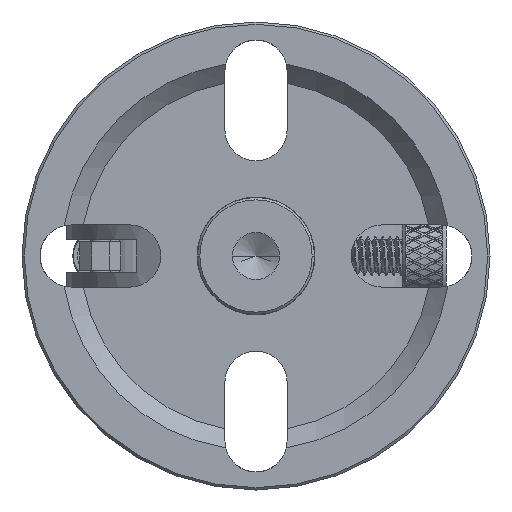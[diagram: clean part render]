
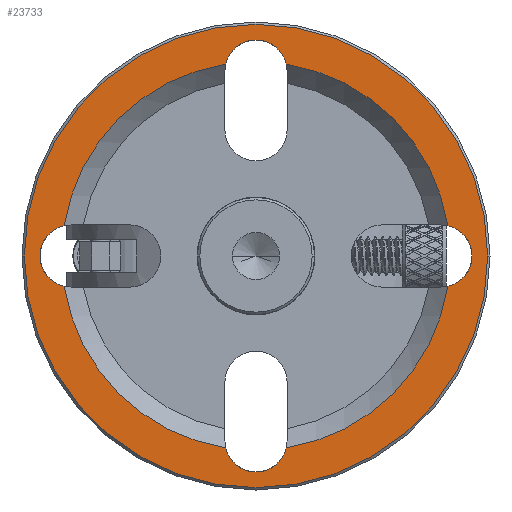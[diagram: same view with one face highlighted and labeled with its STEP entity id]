
A CAD part, front view. The second image highlights one B-rep face of the part: STEP entity #23733.
In plain terms, the highlighted planar face has unit normal (0, -1, 0).
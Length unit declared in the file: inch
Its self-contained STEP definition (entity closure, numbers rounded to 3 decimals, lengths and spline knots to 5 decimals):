
#74 = ORIENTED_EDGE ( 'NONE', *, *, #45781, .T. ) ;
#190 = CARTESIAN_POINT ( 'NONE',  ( 0., -3.3625, 0. ) ) ;
#1307 = DIRECTION ( 'NONE',  ( 0., 1., 0. ) ) ;
#2061 = EDGE_LOOP ( 'NONE', ( #34208, #48419 ) ) ;
#2658 = CARTESIAN_POINT ( 'NONE',  ( -0.12961, -3.3625, -0.81982 ) ) ;
#2777 = CARTESIAN_POINT ( 'NONE',  ( 0., -3.3625, 0. ) ) ;
#3422 = ORIENTED_EDGE ( 'NONE', *, *, #32107, .F. ) ;
#6014 = VERTEX_POINT ( 'NONE', #48232 ) ;
#6617 = FACE_BOUND ( 'NONE', #50674, .T. ) ;
#6638 = DIRECTION ( 'NONE',  ( -1., 0., 0. ) ) ;
#7561 = CIRCLE ( 'NONE', #57671, 0.133 ) ;
#7890 = CIRCLE ( 'NONE', #30445, 0.133 ) ;
#8165 = CARTESIAN_POINT ( 'NONE',  ( -0.79, -3.3625, 0. ) ) ;
#9021 = VERTEX_POINT ( 'NONE', #16381 ) ;
#9724 = DIRECTION ( 'NONE',  ( 0., -1., 0. ) ) ;
#11323 = VERTEX_POINT ( 'NONE', #51856 ) ;
#11769 = ORIENTED_EDGE ( 'NONE', *, *, #32972, .F. ) ;
#13144 = CIRCLE ( 'NONE', #20705, 0.83 ) ;
#13741 = DIRECTION ( 'NONE',  ( 1., 0., 0. ) ) ;
#14870 = DIRECTION ( 'NONE',  ( -1., 0., 0. ) ) ;
#16381 = CARTESIAN_POINT ( 'NONE',  ( 0.81982, -3.3625, 0.12961 ) ) ;
#17062 = CIRCLE ( 'NONE', #21781, 0.99 ) ;
#18194 = DIRECTION ( 'NONE',  ( 0., -1., 0. ) ) ;
#18199 = DIRECTION ( 'NONE',  ( -1., 0., 0. ) ) ;
#19104 = CARTESIAN_POINT ( 'NONE',  ( 0.79, -3.3625, 0. ) ) ;
#19279 = CIRCLE ( 'NONE', #21185, 0.83 ) ;
#19348 = VERTEX_POINT ( 'NONE', #58183 ) ;
#19372 = CIRCLE ( 'NONE', #57151, 0.83 ) ;
#20705 = AXIS2_PLACEMENT_3D ( 'NONE', #49463, #41485, #27566 ) ;
#21185 = AXIS2_PLACEMENT_3D ( 'NONE', #34637, #53821, #54103 ) ;
#21781 = AXIS2_PLACEMENT_3D ( 'NONE', #2777, #56048, #6638 ) ;
#22619 = CARTESIAN_POINT ( 'NONE',  ( -0.99, -3.3625, 0. ) ) ;
#22919 = AXIS2_PLACEMENT_3D ( 'NONE', #46861, #37725, #14870 ) ;
#23374 = EDGE_CURVE ( 'NONE', #9021, #19348, #7890, .T. ) ;
#23733 = ADVANCED_FACE ( 'NONE', ( #24102, #6617 ), #32990, .T. ) ;
#23741 = VERTEX_POINT ( 'NONE', #42128 ) ;
#24102 = FACE_OUTER_BOUND ( 'NONE', #2061, .T. ) ;
#24332 = ORIENTED_EDGE ( 'NONE', *, *, #30532, .T. ) ;
#24933 = VERTEX_POINT ( 'NONE', #22619 ) ;
#26494 = DIRECTION ( 'NONE',  ( 0., 1., 0. ) ) ;
#27224 = AXIS2_PLACEMENT_3D ( 'NONE', #55288, #9724, #45825 ) ;
#27490 = ORIENTED_EDGE ( 'NONE', *, *, #54189, .F. ) ;
#27566 = DIRECTION ( 'NONE',  ( -1., 0., 0. ) ) ;
#27888 = AXIS2_PLACEMENT_3D ( 'NONE', #41620, #46322, #18199 ) ;
#27992 = CARTESIAN_POINT ( 'NONE',  ( 0.12961, -3.3625, -0.81982 ) ) ;
#28045 = CARTESIAN_POINT ( 'NONE',  ( 0.12961, -3.3625, 0.81982 ) ) ;
#28821 = AXIS2_PLACEMENT_3D ( 'NONE', #57459, #39128, #43835 ) ;
#29096 = DIRECTION ( 'NONE',  ( 1., 0., 0. ) ) ;
#30445 = AXIS2_PLACEMENT_3D ( 'NONE', #19104, #33932, #56095 ) ;
#30532 = EDGE_CURVE ( 'NONE', #19348, #41726, #53342, .T. ) ;
#32107 = EDGE_CURVE ( 'NONE', #9021, #57947, #19279, .T. ) ;
#32972 = EDGE_CURVE ( 'NONE', #33086, #41726, #19372, .T. ) ;
#32990 = PLANE ( 'NONE',  #22919 ) ;
#33066 = ORIENTED_EDGE ( 'NONE', *, *, #55385, .F. ) ;
#33086 = VERTEX_POINT ( 'NONE', #27992 ) ;
#33932 = DIRECTION ( 'NONE',  ( 0., 1., 0. ) ) ;
#34208 = ORIENTED_EDGE ( 'NONE', *, *, #45377, .T. ) ;
#34637 = CARTESIAN_POINT ( 'NONE',  ( 0., -3.3625, 0. ) ) ;
#34816 = EDGE_CURVE ( 'NONE', #6014, #57947, #7561, .T. ) ;
#36308 = DIRECTION ( 'NONE',  ( -1., 0., 0. ) ) ;
#37657 = CIRCLE ( 'NONE', #45175, 0.133 ) ;
#37725 = DIRECTION ( 'NONE',  ( 0., -1., 0. ) ) ;
#38418 = CARTESIAN_POINT ( 'NONE',  ( 0., -3.3625, 0.79 ) ) ;
#38611 = ORIENTED_EDGE ( 'NONE', *, *, #23374, .T. ) ;
#38862 = AXIS2_PLACEMENT_3D ( 'NONE', #8165, #26494, #13741 ) ;
#39098 = VERTEX_POINT ( 'NONE', #2658 ) ;
#39128 = DIRECTION ( 'NONE',  ( 0., 1., 0. ) ) ;
#39531 = CIRCLE ( 'NONE', #27224, 0.99 ) ;
#39671 = ORIENTED_EDGE ( 'NONE', *, *, #58249, .T. ) ;
#41485 = DIRECTION ( 'NONE',  ( 0., -1., 0. ) ) ;
#41620 = CARTESIAN_POINT ( 'NONE',  ( 0., -3.3625, 0. ) ) ;
#41726 = VERTEX_POINT ( 'NONE', #53347 ) ;
#41847 = CARTESIAN_POINT ( 'NONE',  ( 0., -3.3625, -0.79 ) ) ;
#42128 = CARTESIAN_POINT ( 'NONE',  ( -0.81982, -3.3625, 0.12961 ) ) ;
#42820 = DIRECTION ( 'NONE',  ( 0., 1., 0. ) ) ;
#42921 = VERTEX_POINT ( 'NONE', #52770 ) ;
#43835 = DIRECTION ( 'NONE',  ( 1., 0., 0. ) ) ;
#45175 = AXIS2_PLACEMENT_3D ( 'NONE', #41847, #1307, #29096 ) ;
#45377 = EDGE_CURVE ( 'NONE', #11323, #24933, #39531, .T. ) ;
#45781 = EDGE_CURVE ( 'NONE', #33086, #39098, #37657, .T. ) ;
#45825 = DIRECTION ( 'NONE',  ( -1., 0., 0. ) ) ;
#46322 = DIRECTION ( 'NONE',  ( 0., -1., 0. ) ) ;
#46861 = CARTESIAN_POINT ( 'NONE',  ( 0., -3.3625, -0.83 ) ) ;
#48232 = CARTESIAN_POINT ( 'NONE',  ( -0.12961, -3.3625, 0.81982 ) ) ;
#48419 = ORIENTED_EDGE ( 'NONE', *, *, #57197, .T. ) ;
#49003 = ORIENTED_EDGE ( 'NONE', *, *, #34816, .T. ) ;
#49463 = CARTESIAN_POINT ( 'NONE',  ( 0., -3.3625, 0. ) ) ;
#50674 = EDGE_LOOP ( 'NONE', ( #38611, #24332, #11769, #74, #27490, #39671, #33066, #49003, #3422 ) ) ;
#51856 = CARTESIAN_POINT ( 'NONE',  ( 0.99, -3.3625, 0. ) ) ;
#51991 = DIRECTION ( 'NONE',  ( 1., 0., 0. ) ) ;
#52770 = CARTESIAN_POINT ( 'NONE',  ( -0.81982, -3.3625, -0.12961 ) ) ;
#53342 = CIRCLE ( 'NONE', #28821, 0.133 ) ;
#53347 = CARTESIAN_POINT ( 'NONE',  ( 0.81982, -3.3625, -0.12961 ) ) ;
#53821 = DIRECTION ( 'NONE',  ( 0., -1., 0. ) ) ;
#54103 = DIRECTION ( 'NONE',  ( -1., 0., 0. ) ) ;
#54189 = EDGE_CURVE ( 'NONE', #42921, #39098, #54321, .T. ) ;
#54321 = CIRCLE ( 'NONE', #27888, 0.83 ) ;
#55288 = CARTESIAN_POINT ( 'NONE',  ( 0., -3.3625, 0. ) ) ;
#55385 = EDGE_CURVE ( 'NONE', #6014, #23741, #13144, .T. ) ;
#56048 = DIRECTION ( 'NONE',  ( 0., -1., 0. ) ) ;
#56095 = DIRECTION ( 'NONE',  ( 1., 0., 0. ) ) ;
#56794 = CIRCLE ( 'NONE', #38862, 0.133 ) ;
#57151 = AXIS2_PLACEMENT_3D ( 'NONE', #190, #18194, #36308 ) ;
#57197 = EDGE_CURVE ( 'NONE', #24933, #11323, #17062, .T. ) ;
#57459 = CARTESIAN_POINT ( 'NONE',  ( 0.79, -3.3625, 0. ) ) ;
#57671 = AXIS2_PLACEMENT_3D ( 'NONE', #38418, #42820, #51991 ) ;
#57947 = VERTEX_POINT ( 'NONE', #28045 ) ;
#58183 = CARTESIAN_POINT ( 'NONE',  ( 0.923, -3.3625, 0. ) ) ;
#58249 = EDGE_CURVE ( 'NONE', #42921, #23741, #56794, .T. ) ;
